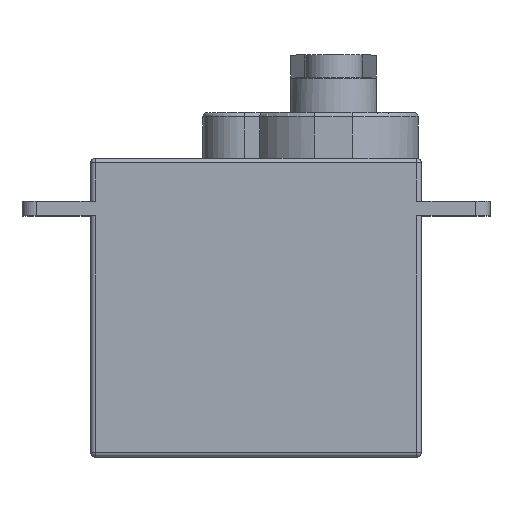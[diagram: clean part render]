
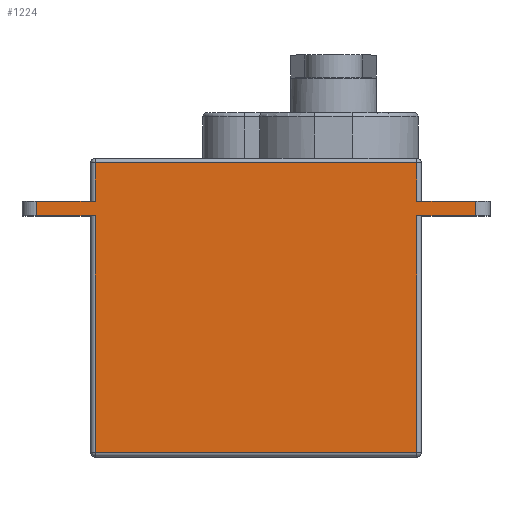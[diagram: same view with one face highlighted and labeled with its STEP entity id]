
A CAD part, top view. The second image highlights one B-rep face of the part: STEP entity #1224.
In plain terms, the highlighted planar face has unit normal (0, 0, 1).
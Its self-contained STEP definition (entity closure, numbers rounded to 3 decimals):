
#90=FACE_OUTER_BOUND('',#169,.T.);
#169=EDGE_LOOP('',(#870,#871,#872,#873,#874,#875,#876,#877,#878,#879,#880,
#881));
#242=LINE('',#1886,#338);
#251=LINE('',#1918,#347);
#265=LINE('',#1963,#361);
#266=LINE('',#1965,#362);
#267=LINE('',#1968,#363);
#268=LINE('',#1970,#364);
#269=LINE('',#1971,#365);
#270=LINE('',#1973,#366);
#271=LINE('',#1975,#367);
#272=LINE('',#1977,#368);
#273=LINE('',#1979,#369);
#274=LINE('',#1980,#370);
#338=VECTOR('',#1470,1.);
#347=VECTOR('',#1495,1.);
#361=VECTOR('',#1539,1.);
#362=VECTOR('',#1542,1.);
#363=VECTOR('',#1545,10.);
#364=VECTOR('',#1546,10.);
#365=VECTOR('',#1547,10.);
#366=VECTOR('',#1548,1.);
#367=VECTOR('',#1549,1.);
#368=VECTOR('',#1550,10.);
#369=VECTOR('',#1551,10.);
#370=VECTOR('',#1552,10.);
#517=VERTEX_POINT('',#1882);
#519=VERTEX_POINT('',#1885);
#533=VERTEX_POINT('',#1915);
#534=VERTEX_POINT('',#1917);
#546=VERTEX_POINT('',#1953);
#550=VERTEX_POINT('',#1961);
#551=VERTEX_POINT('',#1967);
#552=VERTEX_POINT('',#1969);
#553=VERTEX_POINT('',#1972);
#554=VERTEX_POINT('',#1974);
#555=VERTEX_POINT('',#1976);
#556=VERTEX_POINT('',#1978);
#631=EDGE_CURVE('',#517,#519,#242,.T.);
#646=EDGE_CURVE('',#533,#534,#251,.T.);
#669=EDGE_CURVE('',#550,#546,#265,.T.);
#670=EDGE_CURVE('',#546,#517,#266,.T.);
#671=EDGE_CURVE('',#551,#550,#267,.T.);
#672=EDGE_CURVE('',#552,#551,#268,.T.);
#673=EDGE_CURVE('',#534,#552,#269,.T.);
#674=EDGE_CURVE('',#553,#533,#270,.T.);
#675=EDGE_CURVE('',#554,#553,#271,.T.);
#676=EDGE_CURVE('',#555,#554,#272,.T.);
#677=EDGE_CURVE('',#556,#555,#273,.T.);
#678=EDGE_CURVE('',#519,#556,#274,.T.);
#870=ORIENTED_EDGE('',*,*,#631,.F.);
#871=ORIENTED_EDGE('',*,*,#670,.F.);
#872=ORIENTED_EDGE('',*,*,#669,.F.);
#873=ORIENTED_EDGE('',*,*,#671,.F.);
#874=ORIENTED_EDGE('',*,*,#672,.F.);
#875=ORIENTED_EDGE('',*,*,#673,.F.);
#876=ORIENTED_EDGE('',*,*,#646,.F.);
#877=ORIENTED_EDGE('',*,*,#674,.F.);
#878=ORIENTED_EDGE('',*,*,#675,.F.);
#879=ORIENTED_EDGE('',*,*,#676,.F.);
#880=ORIENTED_EDGE('',*,*,#677,.F.);
#881=ORIENTED_EDGE('',*,*,#678,.F.);
#1191=PLANE('',#1331);
#1224=ADVANCED_FACE('',(#90),#1191,.T.);
#1331=AXIS2_PLACEMENT_3D('',#1966,#1543,#1544);
#1470=DIRECTION('',(-1.,0.,0.));
#1495=DIRECTION('',(1.,0.,0.));
#1539=DIRECTION('',(1.,0.,0.));
#1542=DIRECTION('',(0.,-1.,0.));
#1543=DIRECTION('center_axis',(0.,0.,1.));
#1544=DIRECTION('ref_axis',(1.,0.,0.));
#1545=DIRECTION('',(0.,-1.,0.));
#1546=DIRECTION('',(1.,0.,0.));
#1547=DIRECTION('',(0.,1.,0.));
#1548=DIRECTION('',(0.,1.,0.));
#1549=DIRECTION('',(-1.,0.,0.));
#1550=DIRECTION('',(0.,1.,0.));
#1551=DIRECTION('',(-1.,0.,0.));
#1552=DIRECTION('',(0.,-1.,0.));
#1882=CARTESIAN_POINT('',(661.44,417.995,11.5));
#1885=CARTESIAN_POINT('',(657.34,417.995,11.5));
#1886=CARTESIAN_POINT('',(657.64,417.995,11.5));
#1915=CARTESIAN_POINT('',(630.84,418.995,11.5));
#1917=CARTESIAN_POINT('',(634.94,418.995,11.5));
#1918=CARTESIAN_POINT('',(634.64,418.995,11.5));
#1953=CARTESIAN_POINT('',(661.44,418.995,11.5));
#1961=CARTESIAN_POINT('',(657.34,418.995,11.5));
#1963=CARTESIAN_POINT('',(662.44,418.995,11.5));
#1965=CARTESIAN_POINT('',(661.44,415.915,11.5));
#1966=CARTESIAN_POINT('Origin',(646.14,412.835,11.5));
#1967=CARTESIAN_POINT('',(657.34,421.695,11.5));
#1968=CARTESIAN_POINT('',(657.34,417.415,11.5));
#1969=CARTESIAN_POINT('',(634.94,421.695,11.5));
#1970=CARTESIAN_POINT('',(640.39,421.695,11.5));
#1971=CARTESIAN_POINT('',(634.94,415.915,11.5));
#1972=CARTESIAN_POINT('',(630.84,417.995,11.5));
#1973=CARTESIAN_POINT('',(630.84,415.415,11.5));
#1974=CARTESIAN_POINT('',(634.94,417.995,11.5));
#1975=CARTESIAN_POINT('',(629.84,417.995,11.5));
#1976=CARTESIAN_POINT('',(634.94,401.495,11.5));
#1977=CARTESIAN_POINT('',(634.94,407.015,11.5));
#1978=CARTESIAN_POINT('',(657.34,401.495,11.5));
#1979=CARTESIAN_POINT('',(651.89,401.495,11.5));
#1980=CARTESIAN_POINT('',(657.34,415.415,11.5));
